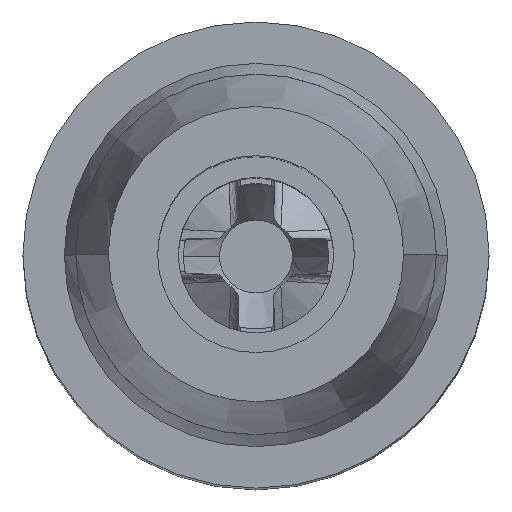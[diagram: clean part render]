
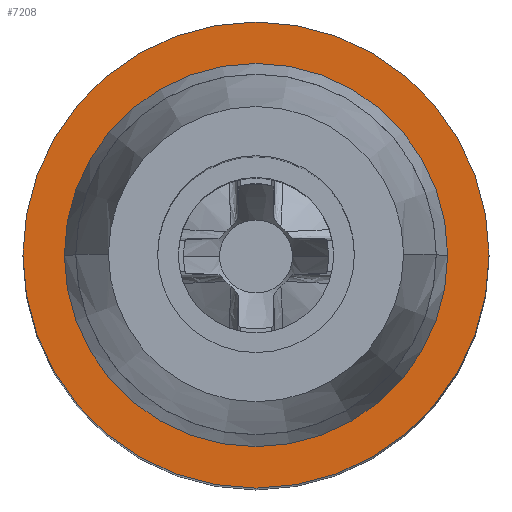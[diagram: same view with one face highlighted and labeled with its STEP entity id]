
A CAD part, top view. The second image highlights one B-rep face of the part: STEP entity #7208.
In plain terms, the highlighted planar face has unit normal (0, 0, 1).
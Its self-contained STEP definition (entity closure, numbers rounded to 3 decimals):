
#2323=CARTESIAN_POINT('',(0.,0.,28.75));
#2324=DIRECTION('',(0.,0.,1.));
#2325=DIRECTION('',(-1.,0.,0.));
#2326=AXIS2_PLACEMENT_3D('',#2323,#2324,#2325);
#2328=CARTESIAN_POINT('',(0.,0.,28.75));
#2329=DIRECTION('',(0.,0.,1.));
#2330=DIRECTION('',(1.,0.,0.));
#2331=AXIS2_PLACEMENT_3D('',#2328,#2329,#2330);
#2333=CARTESIAN_POINT('',(0.,0.,28.75));
#2334=DIRECTION('',(0.,0.,-1.));
#2335=DIRECTION('',(-1.,0.,0.));
#2336=AXIS2_PLACEMENT_3D('',#2333,#2334,#2335);
#2338=CARTESIAN_POINT('',(0.,0.,28.75));
#2339=DIRECTION('',(0.,0.,-1.));
#2340=DIRECTION('',(1.,0.,0.));
#2341=AXIS2_PLACEMENT_3D('',#2338,#2339,#2340);
#3570=CARTESIAN_POINT('',(4.5,0.,28.75));
#3571=CARTESIAN_POINT('',(-4.5,0.,28.75));
#3572=VERTEX_POINT('',#3570);
#3573=VERTEX_POINT('',#3571);
#3583=CARTESIAN_POINT('',(3.7,0.,28.75));
#3585=VERTEX_POINT('',#3583);
#3587=CARTESIAN_POINT('',(-3.7,0.,28.75));
#3589=VERTEX_POINT('',#3587);
#7192=CARTESIAN_POINT('',(0.,3.7,28.75));
#7193=DIRECTION('',(0.,0.,-1.));
#7194=DIRECTION('',(-1.,0.,0.));
#7195=AXIS2_PLACEMENT_3D('',#7192,#7193,#7194);
#7196=PLANE('',#7195);
#7198=ORIENTED_EDGE('',*,*,#7197,.F.);
#7200=ORIENTED_EDGE('',*,*,#7199,.F.);
#7201=EDGE_LOOP('',(#7198,#7200));
#7202=FACE_OUTER_BOUND('',#7201,.F.);
#7204=ORIENTED_EDGE('',*,*,#7203,.F.);
#7205=ORIENTED_EDGE('',*,*,#7175,.F.);
#7206=EDGE_LOOP('',(#7204,#7205));
#7207=FACE_BOUND('',#7206,.F.);
#7208=ADVANCED_FACE('',(#7202,#7207),#7196,.F.);
#2327=CIRCLE('',#2326,4.5);
#2332=CIRCLE('',#2331,4.5);
#2337=CIRCLE('',#2336,3.7);
#2342=CIRCLE('',#2341,3.7);
#7175=EDGE_CURVE('',#3585,#3589,#2342,.T.);
#7197=EDGE_CURVE('',#3573,#3572,#2327,.T.);
#7199=EDGE_CURVE('',#3572,#3573,#2332,.T.);
#7203=EDGE_CURVE('',#3589,#3585,#2337,.T.);
